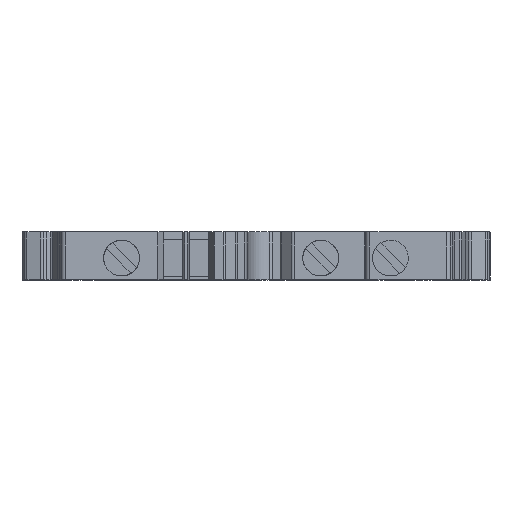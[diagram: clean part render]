
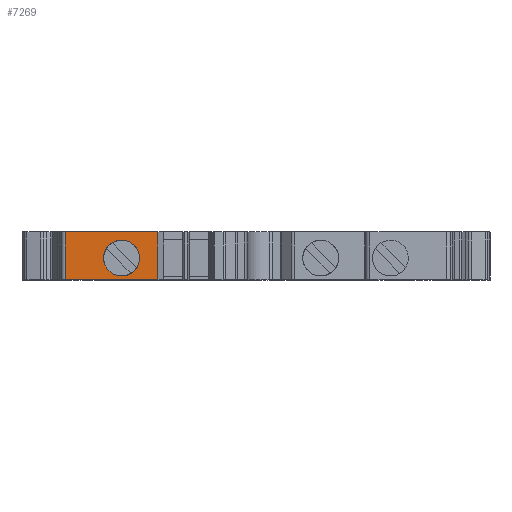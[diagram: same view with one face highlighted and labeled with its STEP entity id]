
A CAD part, top view. The second image highlights one B-rep face of the part: STEP entity #7269.
In plain terms, the highlighted planar face has unit normal (0, 0, 1).
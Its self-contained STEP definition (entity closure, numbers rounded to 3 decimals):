
#129=CIRCLE('',#7562,2.25);
#382=ORIENTED_EDGE('',*,*,#2010,.T.);
#383=ORIENTED_EDGE('',*,*,#2011,.F.);
#384=ORIENTED_EDGE('',*,*,#2012,.F.);
#385=ORIENTED_EDGE('',*,*,#2013,.T.);
#386=ORIENTED_EDGE('',*,*,#2014,.F.);
#2010=EDGE_CURVE('',#2824,#2825,#3359,.T.);
#2011=EDGE_CURVE('',#2826,#2825,#3360,.T.);
#2012=EDGE_CURVE('',#2827,#2826,#3361,.T.);
#2013=EDGE_CURVE('',#2827,#2824,#3362,.T.);
#2014=EDGE_CURVE('',#2828,#2828,#129,.T.);
#2824=VERTEX_POINT('',#9743);
#2825=VERTEX_POINT('',#9744);
#2826=VERTEX_POINT('',#9746);
#2827=VERTEX_POINT('',#9748);
#2828=VERTEX_POINT('',#9751);
#3359=LINE('',#9742,#3944);
#3360=LINE('',#9745,#3945);
#3361=LINE('',#9747,#3946);
#3362=LINE('',#9749,#3947);
#3944=VECTOR('',#8111,1000.);
#3945=VECTOR('',#8112,1000.);
#3946=VECTOR('',#8113,1000.);
#3947=VECTOR('',#8114,1000.);
#4513=EDGE_LOOP('',(#382,#383,#384,#385));
#4514=EDGE_LOOP('',(#386));
#4804=FACE_BOUND('',#4513,.T.);
#4805=FACE_BOUND('',#4514,.T.);
#5093=PLANE('',#7561);
#7269=ADVANCED_FACE('',(#4804,#4805),#5093,.F.);
#7561=AXIS2_PLACEMENT_3D('',#9741,#8109,#8110);
#7562=AXIS2_PLACEMENT_3D('',#9750,#8115,#8116);
#8109=DIRECTION('',(0.,0.,-1.));
#8110=DIRECTION('',(-1.,0.,0.));
#8111=DIRECTION('',(1.,0.,0.));
#8112=DIRECTION('',(0.,-1.,0.));
#8113=DIRECTION('',(1.,0.,0.));
#8114=DIRECTION('',(0.,-1.,0.));
#8115=DIRECTION('',(0.,0.,1.));
#8116=DIRECTION('',(1.,0.,0.));
#9741=CARTESIAN_POINT('',(-24.846,6.,40.984));
#9742=CARTESIAN_POINT('',(-24.846,0.,40.984));
#9743=CARTESIAN_POINT('',(-36.453,0.,40.984));
#9744=CARTESIAN_POINT('',(-24.846,0.,40.984));
#9745=CARTESIAN_POINT('',(-24.846,6.,40.984));
#9746=CARTESIAN_POINT('',(-24.846,6.,40.984));
#9747=CARTESIAN_POINT('',(-24.846,6.,40.984));
#9748=CARTESIAN_POINT('',(-36.453,6.,40.984));
#9749=CARTESIAN_POINT('',(-36.453,6.,40.984));
#9750=CARTESIAN_POINT('',(-29.4,2.7,40.984));
#9751=CARTESIAN_POINT('',(-27.15,2.7,40.984));
